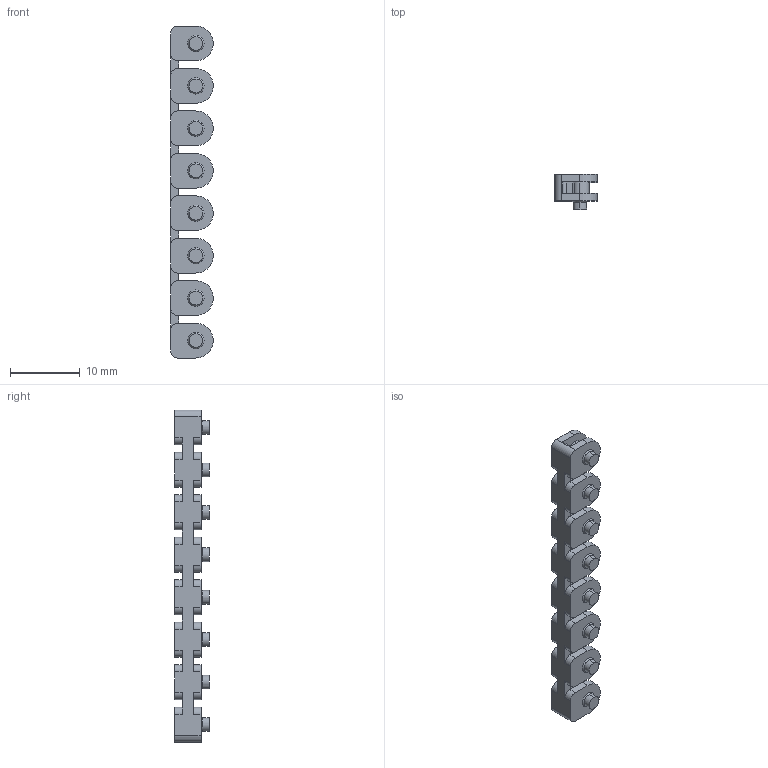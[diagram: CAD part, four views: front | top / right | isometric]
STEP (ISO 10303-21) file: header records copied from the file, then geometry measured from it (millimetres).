
FILE_DESCRIPTION (( 'STEP AP214' ), '1' );
FILE_NAME ('Bumper - x8.STEP', '2021-01-05T06:15:13', ( '' ), ( '' ), 'SwSTEP 2.0', 'SolidWorks 2019', '' );
FILE_SCHEMA (( 'AUTOMOTIVE_DESIGN' ));
Length unit declared in the file: millimetre
Products named in the file (1): Bumper - x8
Bounding box: 6.1 x 5 x 47.7 mm (x, y, z)
Volume: 702.2 mm3; surface area: 1319.6 mm2
Topology: 1 solids, 1 shells, 244 faces, 658 edges, 424 vertices
Faces by surface type: cylinder 118, plane 110, cone 16
Entity records: 7716 total; most frequent: DIRECTION 1400, CARTESIAN_POINT 1327, ORIENTED_EDGE 1316, EDGE_CURVE 658, AXIS2_PLACEMENT_3D 497, VERTEX_POINT 424, VECTOR 406, LINE 406
